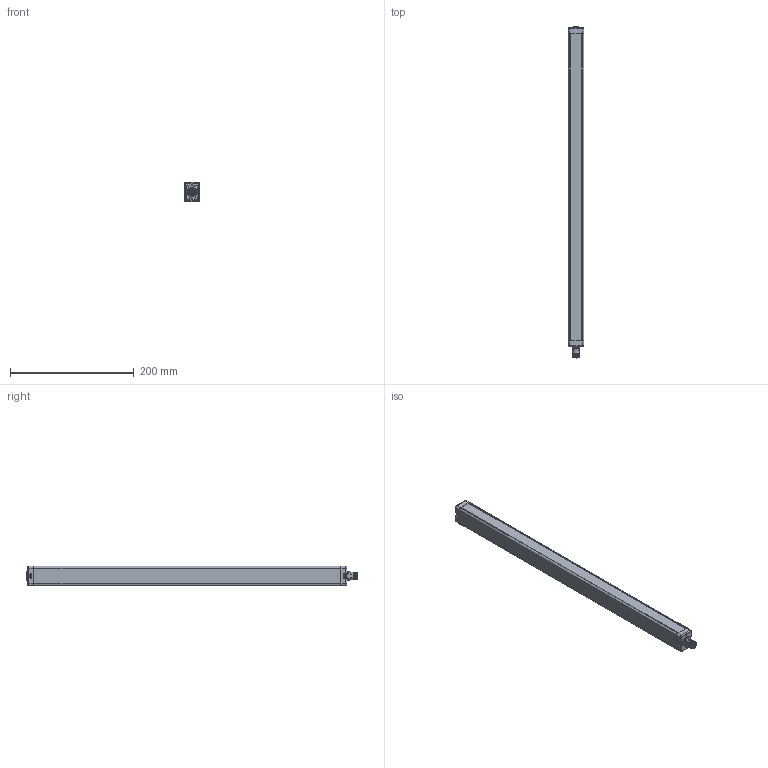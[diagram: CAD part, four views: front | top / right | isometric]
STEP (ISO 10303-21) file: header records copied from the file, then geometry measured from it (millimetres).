
FILE_DESCRIPTION((''),'2;1');
FILE_NAME('139567_SW','2008-07-16T',('banengservice'),('BANNER ENGINEERING'),'PRO/ENGINEER BY PARAMETRIC TECHNOLOGY CORPORATION, 2006170','PRO/ENGINEER BY PARAMETRIC TECHNOLOGY CORPORATION, 2006170','');
FILE_SCHEMA(('CONFIG_CONTROL_DESIGN'));
Length unit declared in the file: inch
Products named in the file (1): 139567_SW
Bounding box: 25.4 x 535.8 x 31.8 mm (x, y, z)
Volume: 132720.3 mm3; surface area: 137310 mm2
Topology: 5 solids, 5 shells, 884 faces, 2319 edges, 1451 vertices
Faces by surface type: plane 388, cylinder 334, torus 74, bspline 67, cone 21
Entity records: 35534 total; most frequent: CARTESIAN_POINT 13453, DIRECTION 4695, ORIENTED_EDGE 4638, EDGE_CURVE 2319, AXIS2_PLACEMENT_3D 1698, VERTEX_POINT 1451, VECTOR 1299, LINE 1299
